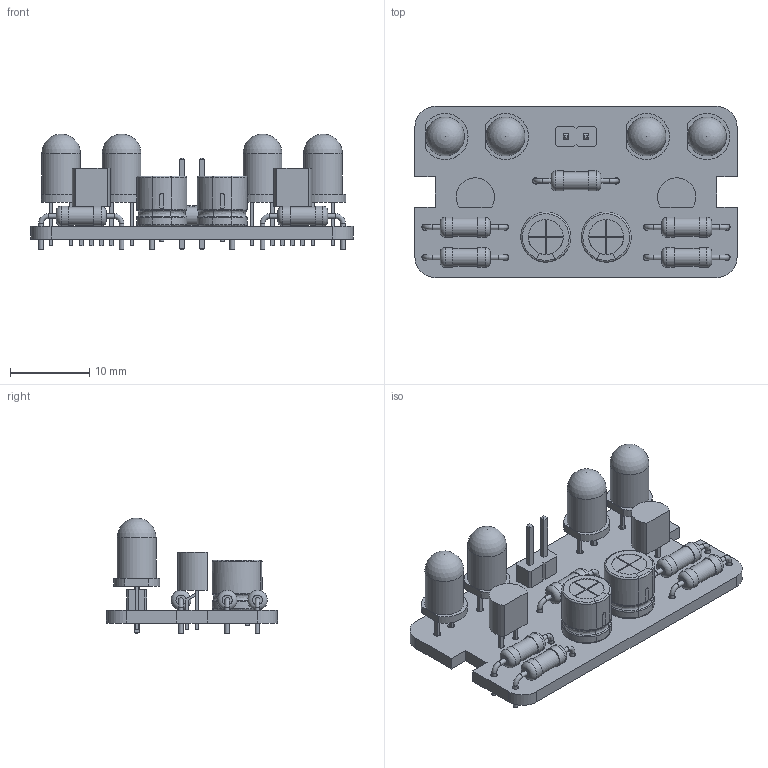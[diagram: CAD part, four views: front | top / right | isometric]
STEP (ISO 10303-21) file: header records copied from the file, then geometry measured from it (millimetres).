
FILE_DESCRIPTION(('KiCad electronic assembly'),'2;1');
FILE_NAME('PCB.step','2020-07-08T15:33:36',('An Author'),('A Company'), 'Open CASCADE STEP processor 6.9','KiCad to STEP converter','Unknown' );
FILE_SCHEMA(('AUTOMOTIVE_DESIGN { 1 0 10303 214 1 1 1 1 }'));
Length unit declared in the file: millimetre
Products named in the file (12): Open CASCADE STEP translator 6.9 1; TO-92; SOLID; CP_Radial_D6.3mm_P2.50mm; R_Axial_DIN0207_L6.3mm_D2.5mm_P10.16mm_Horizontal; LED_D5.0mm; PinHeader_1x02_P2.54mm_Vertical; COMPOUND
Assembly tree (20 placements, depth 3):
  Open CASCADE STEP translator 6.9 1
    TO-92  x2
      SOLID
    CP_Radial_D6.3mm_P2.50mm  x2
      SOLID
    R_Axial_DIN0207_L6.3mm_D2.5mm_P10.16mm_Horizontal  x5
      SOLID
    LED_D5.0mm  x4
      SOLID
    PinHeader_1x02_P2.54mm_Vertical
      SOLID
    COMPOUND
Bounding box: 40.64 x 21.59 x 14.6 mm (x, y, z)
Volume: 2677.6 mm3; surface area: 3946.8 mm2
Topology: 15 solids, 17 shells, 387 faces, 857 edges, 548 vertices
Faces by surface type: plane 238, cylinder 105, torus 24, revolution 8, bspline 8, sphere 4
Full cylindrical faces by diameter (mm): 0.5 x4, 0.6 x20, 0.75 x6, 0.8 x14, 0.9 x8, 1 x2, 2.25 x5, 2.5 x10, 4.9 x4
Entity records: 14616 total; most frequent: CARTESIAN_POINT 3172, DIRECTION 1959, LINE 1144, VECTOR 1144, ORIENTED_EDGE 964, PCURVE 964, DEFINITIONAL_REPRESENTATION 964, EDGE_CURVE 482
